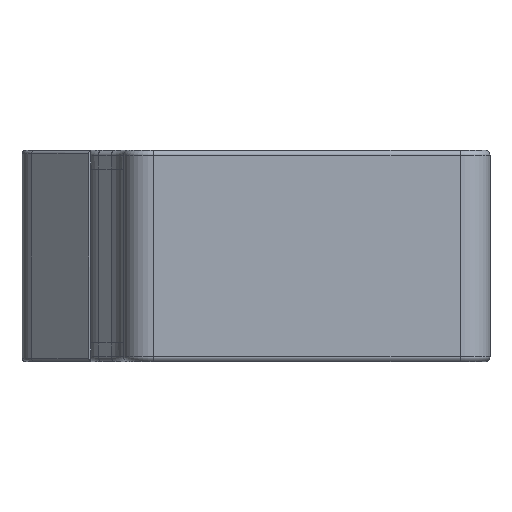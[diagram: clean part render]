
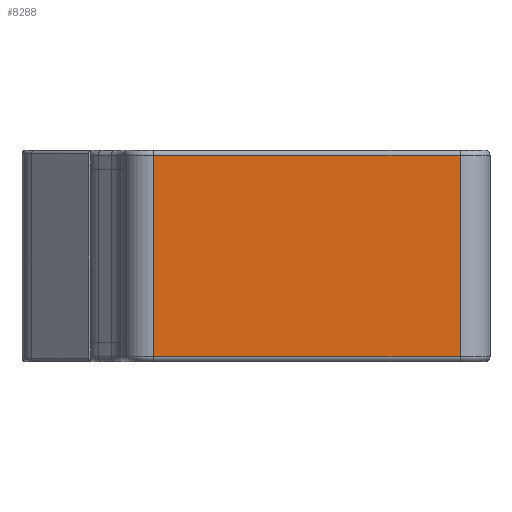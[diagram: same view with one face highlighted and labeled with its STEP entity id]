
A CAD part, left-side view. The second image highlights one B-rep face of the part: STEP entity #8288.
In plain terms, the highlighted planar face has unit normal (-1, 0, 0).
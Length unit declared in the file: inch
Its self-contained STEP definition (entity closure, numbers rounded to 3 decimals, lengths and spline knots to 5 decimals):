
#29 = CARTESIAN_POINT ( 'NONE',  ( -2.986, -2.25908, -0.60894 ) ) ;
#148 = EDGE_CURVE ( 'NONE', #6678, #5760, #895, .T. ) ;
#410 = CARTESIAN_POINT ( 'NONE',  ( -2.986, -2.25908, 0.60894 ) ) ;
#566 = VECTOR ( 'NONE', #4468, 39.37008 ) ;
#642 = LINE ( 'NONE', #2713, #3853 ) ;
#861 = ORIENTED_EDGE ( 'NONE', *, *, #7809, .T. ) ;
#895 = LINE ( 'NONE', #3831, #2901 ) ;
#1281 = LINE ( 'NONE', #29, #3789 ) ;
#1441 = ORIENTED_EDGE ( 'NONE', *, *, #148, .T. ) ;
#1854 = VERTEX_POINT ( 'NONE', #5615 ) ;
#2713 = CARTESIAN_POINT ( 'NONE',  ( -2.986, -0.404, -0.63887 ) ) ;
#2719 = EDGE_CURVE ( 'NONE', #7147, #6678, #1281, .T. ) ;
#2901 = VECTOR ( 'NONE', #5157, 39.37008 ) ;
#3264 = ORIENTED_EDGE ( 'NONE', *, *, #4969, .F. ) ;
#3789 = VECTOR ( 'NONE', #4559, 39.37008 ) ;
#3831 = CARTESIAN_POINT ( 'NONE',  ( -2.986, -2.25908, -0.63887 ) ) ;
#3853 = VECTOR ( 'NONE', #5312, 39.37008 ) ;
#4249 = EDGE_LOOP ( 'NONE', ( #1441, #861, #3264, #5806 ) ) ;
#4468 = DIRECTION ( 'NONE',  ( 0., 1., 0. ) ) ;
#4559 = DIRECTION ( 'NONE',  ( 0., -1., 0. ) ) ;
#4921 = CARTESIAN_POINT ( 'NONE',  ( -2.986, -0.404, -0.60894 ) ) ;
#4969 = EDGE_CURVE ( 'NONE', #7147, #1854, #642, .T. ) ;
#5002 = CARTESIAN_POINT ( 'NONE',  ( -2.986, 0., 0.60894 ) ) ;
#5157 = DIRECTION ( 'NONE',  ( 0., 0., 1. ) ) ;
#5312 = DIRECTION ( 'NONE',  ( 0., 0., 1. ) ) ;
#5555 = PLANE ( 'NONE',  #8181 ) ;
#5607 = DIRECTION ( 'NONE',  ( 0., -1., 0. ) ) ;
#5615 = CARTESIAN_POINT ( 'NONE',  ( -2.986, -0.404, 0.60894 ) ) ;
#5689 = LINE ( 'NONE', #5002, #566 ) ;
#5760 = VERTEX_POINT ( 'NONE', #410 ) ;
#5806 = ORIENTED_EDGE ( 'NONE', *, *, #2719, .T. ) ;
#6614 = CARTESIAN_POINT ( 'NONE',  ( -2.986, -2.25908, -0.60894 ) ) ;
#6678 = VERTEX_POINT ( 'NONE', #6614 ) ;
#7147 = VERTEX_POINT ( 'NONE', #4921 ) ;
#7459 = DIRECTION ( 'NONE',  ( -1., 0., 0. ) ) ;
#7809 = EDGE_CURVE ( 'NONE', #5760, #1854, #5689, .T. ) ;
#8181 = AXIS2_PLACEMENT_3D ( 'NONE', #8193, #7459, #5607 ) ;
#8193 = CARTESIAN_POINT ( 'NONE',  ( -2.986, 0., -0.63887 ) ) ;
#8288 = ADVANCED_FACE ( 'NONE', ( #8296 ), #5555, .T. ) ;
#8296 = FACE_OUTER_BOUND ( 'NONE', #4249, .T. ) ;
